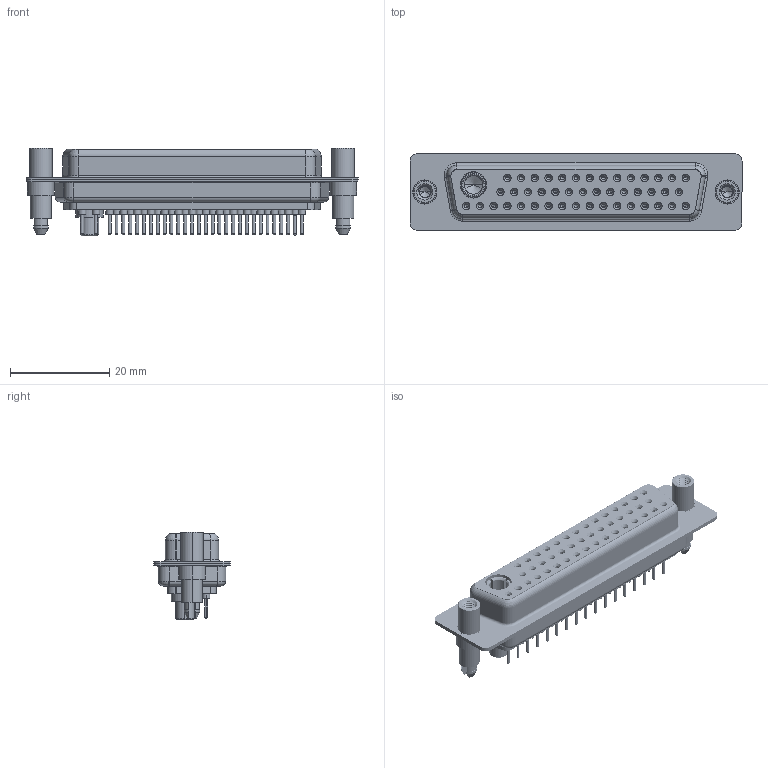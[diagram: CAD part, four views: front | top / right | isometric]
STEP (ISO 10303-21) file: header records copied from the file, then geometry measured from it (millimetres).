
FILE_DESCRIPTION (( 'STEP AP203' ), '1' );
FILE_NAME ('628-47W1624-4NE.STEP', '2019-06-27T02:28:46', ( '' ), ( '' ), 'SwSTEP 2.0', 'SolidWorks 2016', '' );
FILE_SCHEMA (( 'CONFIG_CONTROL_DESIGN' ));
Length unit declared in the file: millimetre
Products named in the file (9): 628Combo Threaded Standoff and Boardlock_E; 628Combo Contact Row 2_24; 628Combo Shell Front_50 Contacts; Power Socket_40A S; 628-47W1624-4NE; 628Combo Housing_47W1; 628Combo Contact Row 1_24; 628Combo Shell Rear_50 Contacts; 628Combo Contact Row 3_24
Assembly tree (52 placements, depth 2):
  628-47W1624-4NE
    628Combo Housing_47W1
    628Combo Shell Front_50 Contacts
    628Combo Shell Rear_50 Contacts
    628Combo Threaded Standoff and Boardlock_E  x2
    628Combo Contact Row 1_24  x15
    628Combo Contact Row 2_24  x14
    628Combo Contact Row 3_24  x17
    Power Socket_40A S
Bounding box: 67 x 15.4 x 17.75 mm (x, y, z)
Volume: 7446.1 mm3; surface area: 15164.1 mm2
Topology: 53 solids, 53 shells, 2929 faces, 6792 edges, 4168 vertices
Faces by surface type: cylinder 1062, plane 801, torus 705, cone 353, bspline 8
Entity records: 34295 total; most frequent: CARTESIAN_POINT 6955, DIRECTION 5854, ORIENTED_EDGE 4830, AXIS2_PLACEMENT_3D 2481, EDGE_CURVE 2415, VERTEX_POINT 1535, CIRCLE 1370, EDGE_LOOP 1328
